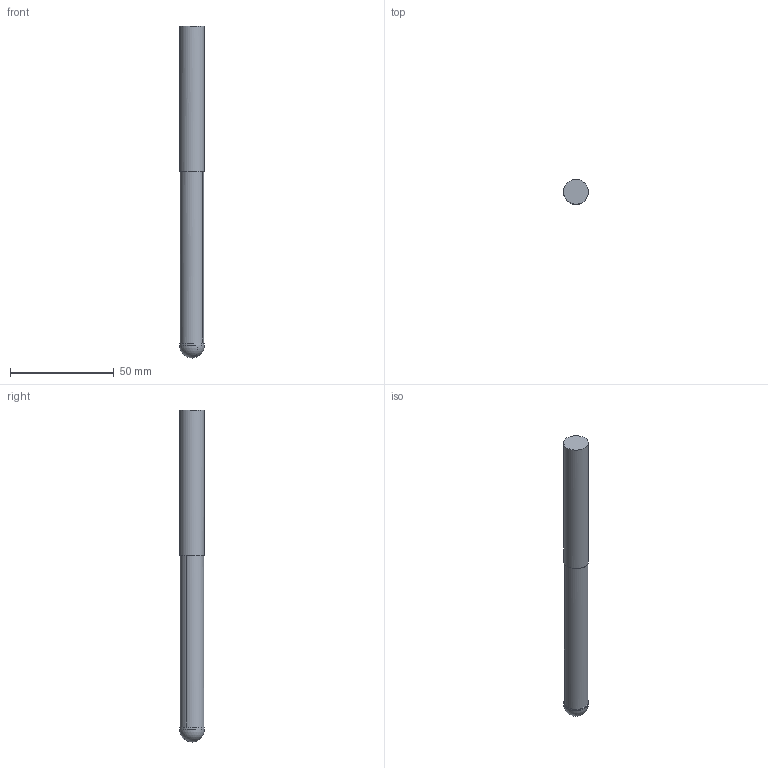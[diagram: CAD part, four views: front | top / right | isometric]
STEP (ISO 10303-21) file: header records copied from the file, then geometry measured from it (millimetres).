
FILE_DESCRIPTION((''),'2;1');
FILE_NAME('12A5T012090T2R00','2015-12-04T',('machinek'),(''),'PRO/ENGINEER BY PARAMETRIC TECHNOLOGY CORPORATION, 2011490','PRO/ENGINEER BY PARAMETRIC TECHNOLOGY CORPORATION, 2011490','');
FILE_SCHEMA(('AUTOMOTIVE_DESIGN { 1 2 10303 214 0 1 1 1 }'));
Length unit declared in the file: millimetre
Products named in the file (3): NOCUT; CUT; 12A5T012090T2R00
Assembly tree (2 placements, depth 2):
  12A5T012090T2R00
    NOCUT
    CUT
Bounding box: 12 x 12 x 160 mm (x, y, z)
Volume: 17578.8 mm3; surface area: 6370.5 mm2
Topology: 2 solids, 2 shells, 13 faces, 33 edges, 21 vertices
Faces by surface type: cylinder 4, plane 3, revolution 2, sphere 2, cone 2
Entity records: 782 total; most frequent: CARTESIAN_POINT 104, DIRECTION 87, ORIENTED_EDGE 50, PRESENTATION_STYLE_ASSIGNMENT 47, STYLED_ITEM 39, AXIS2_PLACEMENT_3D 38, CURVE_STYLE 37, EDGE_CURVE 25
